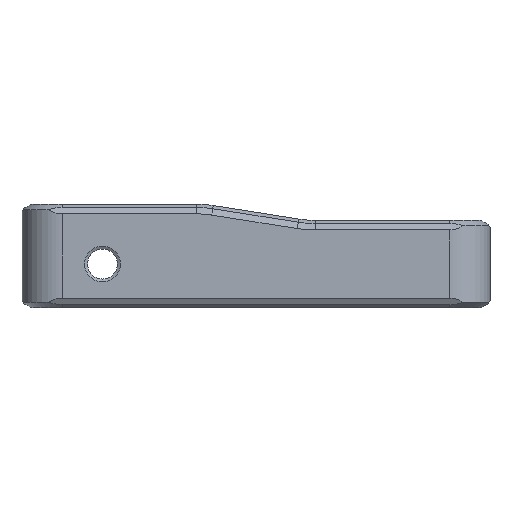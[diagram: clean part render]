
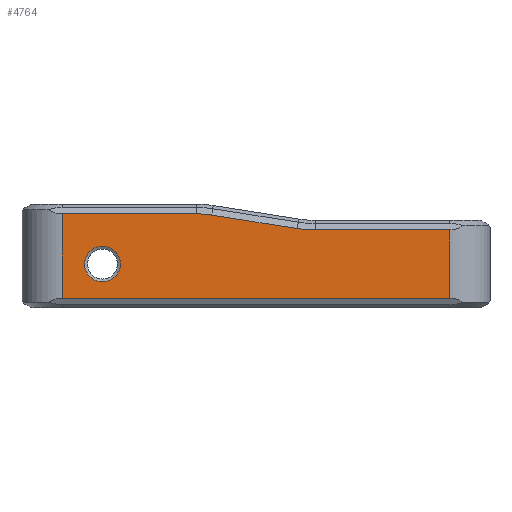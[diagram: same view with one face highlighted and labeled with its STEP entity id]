
A CAD part, left-side view. The second image highlights one B-rep face of the part: STEP entity #4764.
In plain terms, the highlighted planar face has unit normal (-1, 0, 0).
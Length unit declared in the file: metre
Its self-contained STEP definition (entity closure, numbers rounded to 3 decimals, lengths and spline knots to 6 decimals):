
#405=LINE('',#7565,#902);
#406=LINE('',#7568,#903);
#407=LINE('',#7570,#904);
#408=LINE('',#7572,#905);
#409=LINE('',#7576,#906);
#410=LINE('',#7580,#907);
#902=VECTOR('',#5956,1.);
#903=VECTOR('',#5957,1.);
#904=VECTOR('',#5958,1.);
#905=VECTOR('',#5959,1.);
#906=VECTOR('',#5962,1.);
#907=VECTOR('',#5965,1.);
#1552=ORIENTED_EDGE('',*,*,#2846,.T.);
#1553=ORIENTED_EDGE('',*,*,#2847,.T.);
#1554=ORIENTED_EDGE('',*,*,#2848,.T.);
#1555=ORIENTED_EDGE('',*,*,#2849,.F.);
#1556=ORIENTED_EDGE('',*,*,#2850,.T.);
#1557=ORIENTED_EDGE('',*,*,#2851,.T.);
#1558=ORIENTED_EDGE('',*,*,#2852,.T.);
#1559=ORIENTED_EDGE('',*,*,#2853,.T.);
#1560=ORIENTED_EDGE('',*,*,#2854,.T.);
#2846=EDGE_CURVE('',#3468,#3468,#3711,.F.);
#2847=EDGE_CURVE('',#3469,#3470,#405,.T.);
#2848=EDGE_CURVE('',#3470,#3471,#406,.T.);
#2849=EDGE_CURVE('',#3472,#3471,#407,.T.);
#2850=EDGE_CURVE('',#3472,#3473,#408,.T.);
#2851=EDGE_CURVE('',#3473,#3474,#3712,.F.);
#2852=EDGE_CURVE('',#3474,#3475,#409,.T.);
#2853=EDGE_CURVE('',#3475,#3476,#3713,.T.);
#2854=EDGE_CURVE('',#3476,#3469,#410,.T.);
#3468=VERTEX_POINT('',#7564);
#3469=VERTEX_POINT('',#7566);
#3470=VERTEX_POINT('',#7567);
#3471=VERTEX_POINT('',#7569);
#3472=VERTEX_POINT('',#7571);
#3473=VERTEX_POINT('',#7573);
#3474=VERTEX_POINT('',#7575);
#3475=VERTEX_POINT('',#7577);
#3476=VERTEX_POINT('',#7579);
#3711=CIRCLE('',#5123,0.00332);
#3712=CIRCLE('',#5124,0.0218);
#3713=CIRCLE('',#5125,0.0182);
#3890=EDGE_LOOP('',(#1552));
#3891=EDGE_LOOP('',(#1553,#1554,#1555,#1556,#1557,#1558,#1559,#1560));
#4247=FACE_BOUND('',#3890,.T.);
#4248=FACE_BOUND('',#3891,.T.);
#4576=PLANE('',#5122);
#4764=ADVANCED_FACE('',(#4247,#4248),#4576,.T.);
#5122=AXIS2_PLACEMENT_3D('',#7562,#5952,#5953);
#5123=AXIS2_PLACEMENT_3D('',#7563,#5954,#5955);
#5124=AXIS2_PLACEMENT_3D('',#7574,#5960,#5961);
#5125=AXIS2_PLACEMENT_3D('',#7578,#5963,#5964);
#5952=DIRECTION('',(-1.,0.,0.));
#5953=DIRECTION('',(0.,0.,1.));
#5954=DIRECTION('',(-1.,0.,0.));
#5955=DIRECTION('',(0.,0.,1.));
#5956=DIRECTION('',(0.,0.,-1.));
#5957=DIRECTION('',(0.,-1.,0.));
#5958=DIRECTION('',(0.,0.,-1.));
#5959=DIRECTION('',(0.,1.,0.));
#5960=DIRECTION('',(-1.,0.,0.));
#5961=DIRECTION('',(0.,0.,1.));
#5962=DIRECTION('',(0.,0.988,0.156));
#5963=DIRECTION('',(-1.,0.,0.));
#5964=DIRECTION('',(0.,0.,1.));
#5965=DIRECTION('',(0.,1.,0.));
#7562=CARTESIAN_POINT('',(-0.12934,0.,-0.01));
#7563=CARTESIAN_POINT('',(-0.12934,0.028615,-0.00485));
#7564=CARTESIAN_POINT('',(-0.12934,0.028615,-0.00153));
#7565=CARTESIAN_POINT('',(-0.12934,0.036115,-0.01));
#7566=CARTESIAN_POINT('',(-0.12934,0.036115,0.0045));
#7567=CARTESIAN_POINT('',(-0.12934,0.036115,-0.0112));
#7568=CARTESIAN_POINT('',(-0.12934,0.,-0.0112));
#7569=CARTESIAN_POINT('',(-0.12934,-0.036115,-0.0112));
#7570=CARTESIAN_POINT('',(-0.12934,-0.036115,-0.01));
#7571=CARTESIAN_POINT('',(-0.12934,-0.036115,0.0015));
#7572=CARTESIAN_POINT('',(-0.12934,0.,0.0015));
#7573=CARTESIAN_POINT('',(-0.12934,-0.011081,0.0015));
#7574=CARTESIAN_POINT('',(-0.12934,-0.011081,0.0233));
#7575=CARTESIAN_POINT('',(-0.12934,-0.007688,0.001766));
#7576=CARTESIAN_POINT('',(-0.12934,-0.001995,0.002663));
#7577=CARTESIAN_POINT('',(-0.12934,0.008258,0.004278));
#7578=CARTESIAN_POINT('',(-0.12934,0.011091,-0.0137));
#7579=CARTESIAN_POINT('',(-0.12934,0.011091,0.0045));
#7580=CARTESIAN_POINT('',(-0.12934,0.,0.0045));
